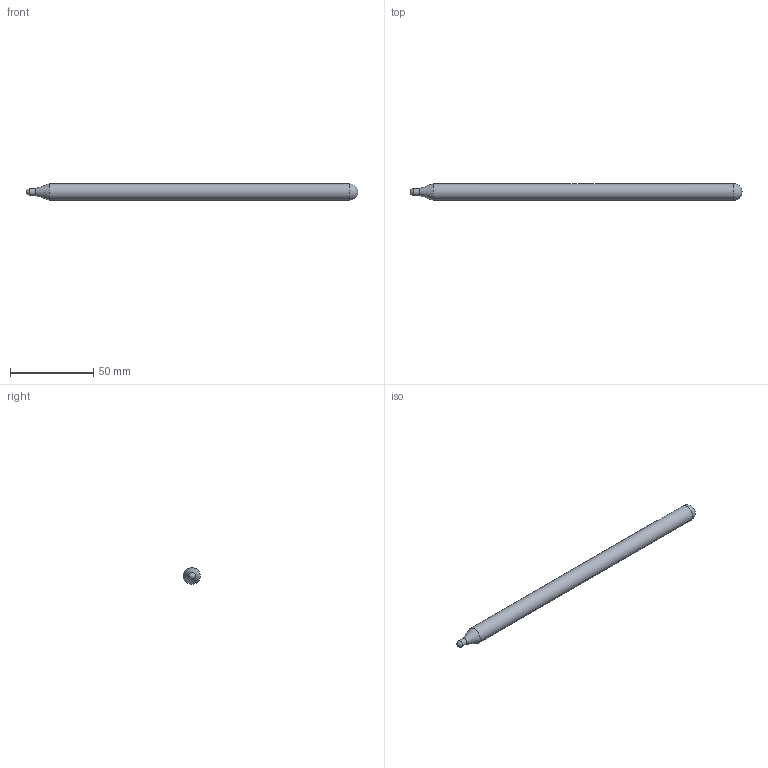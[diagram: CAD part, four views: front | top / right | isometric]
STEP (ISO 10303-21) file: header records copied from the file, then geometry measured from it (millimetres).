
FILE_DESCRIPTION (( 'STEP AP214' ), '1' );
FILE_NAME ('CELSIA_D10L200S.step', '2025-11-20T04:09:29', ( '' ), ( '' ), 'SwSTEP 2.0', 'SolidWorks 2023', '' );
FILE_SCHEMA (( 'AUTOMOTIVE_DESIGN' ));
Length unit declared in the file: millimetre
Products named in the file (1): CELSIA_D10L200S
Bounding box: 199.95 x 10 x 10 mm (x, y, z)
Volume: 14875.3 mm3; surface area: 6126.1 mm2
Topology: 1 solids, 1 shells, 171 faces, 453 edges, 300 vertices
Faces by surface type: bspline 94, plane 52, cylinder 22, sphere 2, cone 1
Full cylindrical faces by diameter (mm): 4 x1, 10 x1
Entity records: 18484 total; most frequent: CARTESIAN_POINT 15083, ORIENTED_EDGE 884, EDGE_CURVE 442, DIRECTION 352, VERTEX_POINT 296, B_SPLINE_CURVE_WITH_KNOTS 292, EDGE_LOOP 194, FACE_OUTER_BOUND 173
